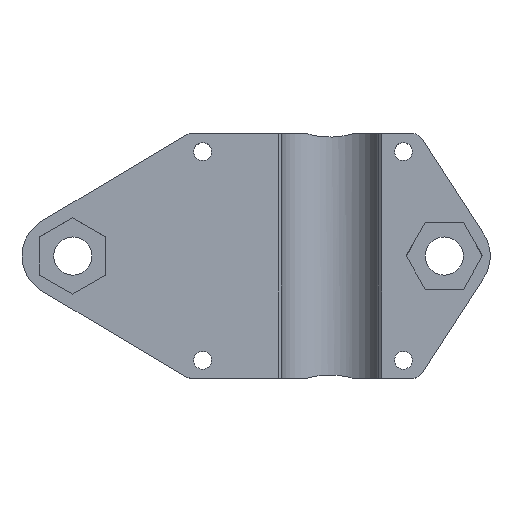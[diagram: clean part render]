
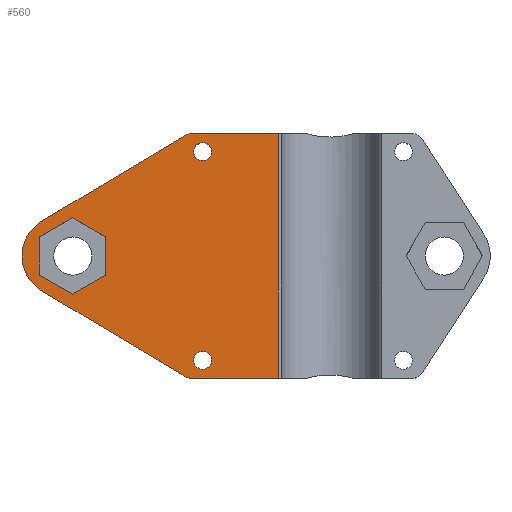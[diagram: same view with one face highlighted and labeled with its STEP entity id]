
A CAD part, top view. The second image highlights one B-rep face of the part: STEP entity #560.
In plain terms, the highlighted planar face has unit normal (0, 0, 1).
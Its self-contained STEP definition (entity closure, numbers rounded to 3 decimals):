
#137=CARTESIAN_POINT('Axis2P3D Location',(-25.,20.5,11.5)) ;
#141=CARTESIAN_POINT('Vertex',(-26.75,20.5,11.5)) ;
#143=CARTESIAN_POINT('Vertex',(-23.25,20.5,11.5)) ;
#172=CARTESIAN_POINT('Axis2P3D Location',(-25.,20.5,11.5)) ;
#251=CARTESIAN_POINT('Axis2P3D Location',(-25.,-20.5,11.5)) ;
#255=CARTESIAN_POINT('Vertex',(-26.75,-20.5,11.5)) ;
#257=CARTESIAN_POINT('Vertex',(-23.25,-20.5,11.5)) ;
#286=CARTESIAN_POINT('Axis2P3D Location',(-25.,-20.5,11.5)) ;
#409=CARTESIAN_POINT('Vertex',(-10.168,-24.,11.5)) ;
#425=CARTESIAN_POINT('Vertex',(-10.168,24.,11.5)) ;
#428=CARTESIAN_POINT('Line Origine',(-10.168,0.,11.5)) ;
#440=CARTESIAN_POINT('Axis2P3D Location',(0.,0.,11.5)) ;
#445=CARTESIAN_POINT('Axis2P3D Location',(-27.349,22.,11.5)) ;
#449=CARTESIAN_POINT('Vertex',(-27.349,24.,11.5)) ;
#451=CARTESIAN_POINT('Vertex',(-28.374,23.717,11.5)) ;
#454=CARTESIAN_POINT('Line Origine',(-42.487,15.293,11.5)) ;
#458=CARTESIAN_POINT('Vertex',(-56.6,6.869,11.5)) ;
#461=CARTESIAN_POINT('Axis2P3D Location',(-52.5,0.,11.5)) ;
#465=CARTESIAN_POINT('Vertex',(-56.6,-6.869,11.5)) ;
#468=CARTESIAN_POINT('Line Origine',(-42.487,-15.293,11.5)) ;
#472=CARTESIAN_POINT('Vertex',(-28.374,-23.717,11.5)) ;
#475=CARTESIAN_POINT('Axis2P3D Location',(-27.349,-22.,11.5)) ;
#479=CARTESIAN_POINT('Vertex',(-27.349,-24.,11.5)) ;
#482=CARTESIAN_POINT('Line Origine',(-18.758,-24.,11.5)) ;
#487=CARTESIAN_POINT('Line Origine',(-18.758,24.,11.5)) ;
#502=CARTESIAN_POINT('Line Origine',(-53.75,5.629,11.5)) ;
#506=CARTESIAN_POINT('Vertex',(-50.5,7.506,11.5)) ;
#508=CARTESIAN_POINT('Vertex',(-57.,3.753,11.5)) ;
#511=CARTESIAN_POINT('Line Origine',(-47.25,5.629,11.5)) ;
#515=CARTESIAN_POINT('Vertex',(-44.,3.753,11.5)) ;
#518=CARTESIAN_POINT('Line Origine',(-44.,0.,11.5)) ;
#522=CARTESIAN_POINT('Vertex',(-44.,-3.753,11.5)) ;
#525=CARTESIAN_POINT('Line Origine',(-47.25,-5.629,11.5)) ;
#529=CARTESIAN_POINT('Vertex',(-50.5,-7.506,11.5)) ;
#532=CARTESIAN_POINT('Line Origine',(-53.75,-5.629,11.5)) ;
#536=CARTESIAN_POINT('Vertex',(-57.,-3.753,11.5)) ;
#539=CARTESIAN_POINT('Line Origine',(-57.,0.,11.5)) ;
#138=DIRECTION('Axis2P3D Direction',(0.,0.,1.)) ;
#173=DIRECTION('Axis2P3D Direction',(0.,0.,1.)) ;
#252=DIRECTION('Axis2P3D Direction',(0.,0.,1.)) ;
#287=DIRECTION('Axis2P3D Direction',(0.,0.,1.)) ;
#429=DIRECTION('Vector Direction',(0.,-1.,0.)) ;
#441=DIRECTION('Axis2P3D Direction',(0.,0.,1.)) ;
#442=DIRECTION('Axis2P3D XDirection',(1.,0.,0.)) ;
#446=DIRECTION('Axis2P3D Direction',(0.,0.,1.)) ;
#455=DIRECTION('Vector Direction',(-0.859,-0.513,0.)) ;
#462=DIRECTION('Axis2P3D Direction',(0.,0.,1.)) ;
#469=DIRECTION('Vector Direction',(0.859,-0.513,0.)) ;
#476=DIRECTION('Axis2P3D Direction',(0.,0.,1.)) ;
#483=DIRECTION('Vector Direction',(-1.,0.,0.)) ;
#488=DIRECTION('Vector Direction',(-1.,0.,0.)) ;
#503=DIRECTION('Vector Direction',(-0.866,-0.5,0.)) ;
#512=DIRECTION('Vector Direction',(-0.866,0.5,0.)) ;
#519=DIRECTION('Vector Direction',(0.,1.,0.)) ;
#526=DIRECTION('Vector Direction',(0.866,0.5,0.)) ;
#533=DIRECTION('Vector Direction',(0.866,-0.5,0.)) ;
#540=DIRECTION('Vector Direction',(0.,-1.,0.)) ;
#139=AXIS2_PLACEMENT_3D('Circle Axis2P3D',#137,#138,$) ;
#174=AXIS2_PLACEMENT_3D('Circle Axis2P3D',#172,#173,$) ;
#253=AXIS2_PLACEMENT_3D('Circle Axis2P3D',#251,#252,$) ;
#288=AXIS2_PLACEMENT_3D('Circle Axis2P3D',#286,#287,$) ;
#443=AXIS2_PLACEMENT_3D('Plane Axis2P3D',#440,#441,#442) ;
#447=AXIS2_PLACEMENT_3D('Circle Axis2P3D',#445,#446,$) ;
#463=AXIS2_PLACEMENT_3D('Circle Axis2P3D',#461,#462,$) ;
#477=AXIS2_PLACEMENT_3D('Circle Axis2P3D',#475,#476,$) ;
#493=ORIENTED_EDGE('',*,*,#453,.T.) ;
#494=ORIENTED_EDGE('',*,*,#460,.T.) ;
#495=ORIENTED_EDGE('',*,*,#467,.T.) ;
#496=ORIENTED_EDGE('',*,*,#474,.T.) ;
#497=ORIENTED_EDGE('',*,*,#481,.T.) ;
#498=ORIENTED_EDGE('',*,*,#486,.F.) ;
#499=ORIENTED_EDGE('',*,*,#432,.F.) ;
#500=ORIENTED_EDGE('',*,*,#491,.T.) ;
#545=ORIENTED_EDGE('',*,*,#510,.F.) ;
#546=ORIENTED_EDGE('',*,*,#517,.F.) ;
#547=ORIENTED_EDGE('',*,*,#524,.F.) ;
#548=ORIENTED_EDGE('',*,*,#531,.F.) ;
#549=ORIENTED_EDGE('',*,*,#538,.F.) ;
#550=ORIENTED_EDGE('',*,*,#543,.F.) ;
#553=ORIENTED_EDGE('',*,*,#290,.F.) ;
#554=ORIENTED_EDGE('',*,*,#259,.F.) ;
#557=ORIENTED_EDGE('',*,*,#176,.F.) ;
#558=ORIENTED_EDGE('',*,*,#145,.F.) ;
#551=FACE_BOUND('',#544,.T.) ;
#555=FACE_BOUND('',#552,.T.) ;
#559=FACE_BOUND('',#556,.T.) ;
#430=VECTOR('Line Direction',#429,1.) ;
#456=VECTOR('Line Direction',#455,1.) ;
#470=VECTOR('Line Direction',#469,1.) ;
#484=VECTOR('Line Direction',#483,1.) ;
#489=VECTOR('Line Direction',#488,1.) ;
#504=VECTOR('Line Direction',#503,1.) ;
#513=VECTOR('Line Direction',#512,1.) ;
#520=VECTOR('Line Direction',#519,1.) ;
#527=VECTOR('Line Direction',#526,1.) ;
#534=VECTOR('Line Direction',#533,1.) ;
#541=VECTOR('Line Direction',#540,1.) ;
#560=ADVANCED_FACE('Corps principal',(#501,#551,#555,#559),#444,.T.) ;
#140=CIRCLE('generated circle',#139,1.75) ;
#175=CIRCLE('generated circle',#174,1.75) ;
#254=CIRCLE('generated circle',#253,1.75) ;
#289=CIRCLE('generated circle',#288,1.75) ;
#448=CIRCLE('generated circle',#447,2.) ;
#464=CIRCLE('generated circle',#463,8.) ;
#478=CIRCLE('generated circle',#477,2.) ;
#145=EDGE_CURVE('',#142,#144,#140,.T.) ;
#176=EDGE_CURVE('',#144,#142,#175,.T.) ;
#259=EDGE_CURVE('',#256,#258,#254,.T.) ;
#290=EDGE_CURVE('',#258,#256,#289,.T.) ;
#432=EDGE_CURVE('',#426,#410,#431,.T.) ;
#453=EDGE_CURVE('',#450,#452,#448,.T.) ;
#460=EDGE_CURVE('',#452,#459,#457,.T.) ;
#467=EDGE_CURVE('',#459,#466,#464,.T.) ;
#474=EDGE_CURVE('',#466,#473,#471,.T.) ;
#481=EDGE_CURVE('',#473,#480,#478,.T.) ;
#486=EDGE_CURVE('',#410,#480,#485,.T.) ;
#491=EDGE_CURVE('',#426,#450,#490,.T.) ;
#510=EDGE_CURVE('',#507,#509,#505,.T.) ;
#517=EDGE_CURVE('',#516,#507,#514,.T.) ;
#524=EDGE_CURVE('',#523,#516,#521,.T.) ;
#531=EDGE_CURVE('',#530,#523,#528,.T.) ;
#538=EDGE_CURVE('',#537,#530,#535,.T.) ;
#543=EDGE_CURVE('',#509,#537,#542,.T.) ;
#492=EDGE_LOOP('',(#493,#494,#495,#496,#497,#498,#499,#500)) ;
#544=EDGE_LOOP('',(#545,#546,#547,#548,#549,#550)) ;
#552=EDGE_LOOP('',(#553,#554)) ;
#556=EDGE_LOOP('',(#557,#558)) ;
#501=FACE_OUTER_BOUND('',#492,.T.) ;
#431=LINE('Line',#428,#430) ;
#457=LINE('Line',#454,#456) ;
#471=LINE('Line',#468,#470) ;
#485=LINE('Line',#482,#484) ;
#490=LINE('Line',#487,#489) ;
#505=LINE('Line',#502,#504) ;
#514=LINE('Line',#511,#513) ;
#521=LINE('Line',#518,#520) ;
#528=LINE('Line',#525,#527) ;
#535=LINE('Line',#532,#534) ;
#542=LINE('Line',#539,#541) ;
#444=PLANE('',#443) ;
#142=VERTEX_POINT('',#141) ;
#144=VERTEX_POINT('',#143) ;
#256=VERTEX_POINT('',#255) ;
#258=VERTEX_POINT('',#257) ;
#410=VERTEX_POINT('',#409) ;
#426=VERTEX_POINT('',#425) ;
#450=VERTEX_POINT('',#449) ;
#452=VERTEX_POINT('',#451) ;
#459=VERTEX_POINT('',#458) ;
#466=VERTEX_POINT('',#465) ;
#473=VERTEX_POINT('',#472) ;
#480=VERTEX_POINT('',#479) ;
#507=VERTEX_POINT('',#506) ;
#509=VERTEX_POINT('',#508) ;
#516=VERTEX_POINT('',#515) ;
#523=VERTEX_POINT('',#522) ;
#530=VERTEX_POINT('',#529) ;
#537=VERTEX_POINT('',#536) ;
